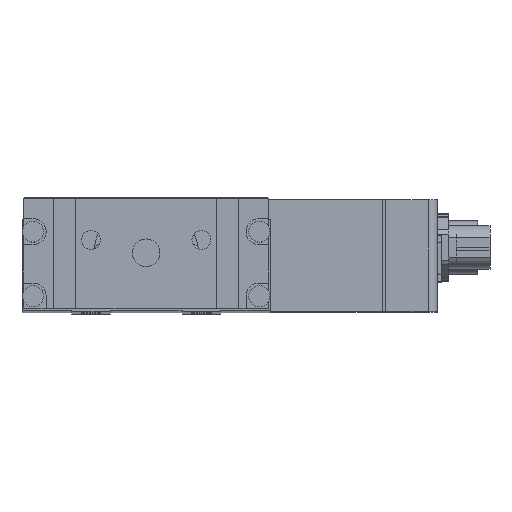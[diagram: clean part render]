
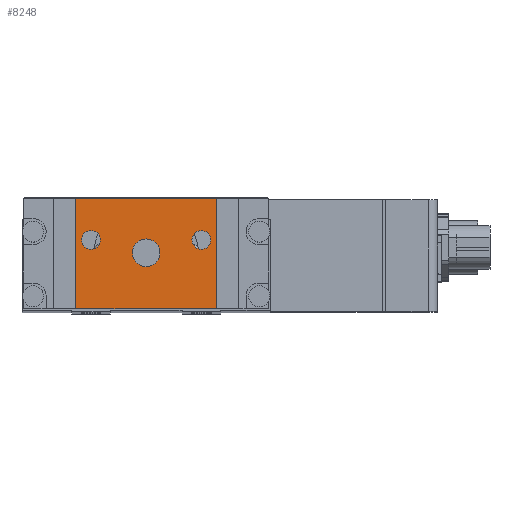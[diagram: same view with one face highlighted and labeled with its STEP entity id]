
A CAD part, top view. The second image highlights one B-rep face of the part: STEP entity #8248.
In plain terms, the highlighted planar face has unit normal (0, 0, 1).
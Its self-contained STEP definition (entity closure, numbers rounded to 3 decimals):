
#106 = AXIS2_PLACEMENT_3D ( 'NONE', #5833, #16475, #14268 ) ;
#297 = ORIENTED_EDGE ( 'NONE', *, *, #23693, .F. ) ;
#634 = EDGE_CURVE ( 'NONE', #19730, #6868, #1864, .T. ) ;
#646 = CARTESIAN_POINT ( 'NONE',  ( -10., 2.33, 265.55 ) ) ;
#1375 = EDGE_CURVE ( 'NONE', #26826, #22473, #17834, .T. ) ;
#1674 = FACE_OUTER_BOUND ( 'NONE', #21492, .T. ) ;
#1794 = VECTOR ( 'NONE', #26584, 1000. ) ;
#1864 = LINE ( 'NONE', #8078, #24396 ) ;
#2012 = VERTEX_POINT ( 'NONE', #16689 ) ;
#2037 = CARTESIAN_POINT ( 'NONE',  ( -12.75, -10.17, 265.55 ) ) ;
#2054 = VERTEX_POINT ( 'NONE', #2037 ) ;
#2093 = VECTOR ( 'NONE', #4365, 1000. ) ;
#2559 = DIRECTION ( 'NONE',  ( 1., 0., 0. ) ) ;
#2825 = CIRCLE ( 'NONE', #25289, 2.5 ) ;
#2841 = DIRECTION ( 'NONE',  ( 0., 0., 1. ) ) ;
#2898 = ORIENTED_EDGE ( 'NONE', *, *, #18477, .F. ) ;
#3205 = CARTESIAN_POINT ( 'NONE',  ( 0., 0., 265.55 ) ) ;
#3455 = CIRCLE ( 'NONE', #16683, 1.7 ) ;
#3462 = CARTESIAN_POINT ( 'NONE',  ( 12.75, -10.17, 265.55 ) ) ;
#3643 = DIRECTION ( 'NONE',  ( 0., 0., 1. ) ) ;
#3727 = CARTESIAN_POINT ( 'NONE',  ( -22.25, 9.83, 265.55 ) ) ;
#4365 = DIRECTION ( 'NONE',  ( 1., 0., 0. ) ) ;
#4777 = DIRECTION ( 'NONE',  ( 1., 0., 0. ) ) ;
#4858 = DIRECTION ( 'NONE',  ( 1., 0., 0. ) ) ;
#5102 = DIRECTION ( 'NONE',  ( 0., 0., 1. ) ) ;
#5270 = DIRECTION ( 'NONE',  ( -1., 0., 0. ) ) ;
#5430 = ORIENTED_EDGE ( 'NONE', *, *, #22573, .F. ) ;
#5833 = CARTESIAN_POINT ( 'NONE',  ( 10., 2.33, 265.55 ) ) ;
#6090 = DIRECTION ( 'NONE',  ( 1., 0., 0. ) ) ;
#6436 = LINE ( 'NONE', #19548, #2093 ) ;
#6654 = ORIENTED_EDGE ( 'NONE', *, *, #19826, .T. ) ;
#6868 = VERTEX_POINT ( 'NONE', #20379 ) ;
#7035 = DIRECTION ( 'NONE',  ( 1., 0., 0. ) ) ;
#7765 = DIRECTION ( 'NONE',  ( 0., 0., 1. ) ) ;
#8078 = CARTESIAN_POINT ( 'NONE',  ( 12.75, 9.83, 265.55 ) ) ;
#8163 = FACE_BOUND ( 'NONE', #27157, .T. ) ;
#8177 = CIRCLE ( 'NONE', #18761, 1.7 ) ;
#8248 = ADVANCED_FACE ( 'NONE', ( #24973, #1674, #8163, #10089 ), #18520, .T. ) ;
#8298 = DIRECTION ( 'NONE',  ( 0., 0., 1. ) ) ;
#8789 = AXIS2_PLACEMENT_3D ( 'NONE', #646, #7765, #4777 ) ;
#8903 = EDGE_LOOP ( 'NONE', ( #17176, #5430 ) ) ;
#9400 = VERTEX_POINT ( 'NONE', #15381 ) ;
#9823 = CARTESIAN_POINT ( 'NONE',  ( 8.3, 2.33, 265.55 ) ) ;
#10089 = FACE_BOUND ( 'NONE', #8903, .T. ) ;
#10529 = ORIENTED_EDGE ( 'NONE', *, *, #20671, .F. ) ;
#10543 = EDGE_CURVE ( 'NONE', #2054, #19730, #6436, .T. ) ;
#11618 = DIRECTION ( 'NONE',  ( 0., 0., 1. ) ) ;
#12073 = DIRECTION ( 'NONE',  ( 1., 0., 0. ) ) ;
#13551 = EDGE_CURVE ( 'NONE', #9400, #2012, #8177, .T. ) ;
#14268 = DIRECTION ( 'NONE',  ( 1., 0., 0. ) ) ;
#14371 = CARTESIAN_POINT ( 'NONE',  ( 2.5, 0., 265.55 ) ) ;
#14775 = CARTESIAN_POINT ( 'NONE',  ( -12.75, 9.83, 265.55 ) ) ;
#15381 = CARTESIAN_POINT ( 'NONE',  ( -8.3, 2.33, 265.55 ) ) ;
#15739 = CARTESIAN_POINT ( 'NONE',  ( 0., 0., 265.55 ) ) ;
#15877 = LINE ( 'NONE', #17674, #1794 ) ;
#16475 = DIRECTION ( 'NONE',  ( 0., 0., 1. ) ) ;
#16643 = DIRECTION ( 'NONE',  ( 0., 1., 0. ) ) ;
#16683 = AXIS2_PLACEMENT_3D ( 'NONE', #21457, #2841, #2559 ) ;
#16689 = CARTESIAN_POINT ( 'NONE',  ( -11.7, 2.33, 265.55 ) ) ;
#16971 = EDGE_LOOP ( 'NONE', ( #297, #10529 ) ) ;
#17176 = ORIENTED_EDGE ( 'NONE', *, *, #1375, .F. ) ;
#17374 = ORIENTED_EDGE ( 'NONE', *, *, #13551, .F. ) ;
#17674 = CARTESIAN_POINT ( 'NONE',  ( -12.75, 9.83, 265.55 ) ) ;
#17787 = ORIENTED_EDGE ( 'NONE', *, *, #634, .T. ) ;
#17834 = CIRCLE ( 'NONE', #21298, 2.5 ) ;
#17918 = VERTEX_POINT ( 'NONE', #14775 ) ;
#17970 = LINE ( 'NONE', #3727, #26475 ) ;
#18158 = CARTESIAN_POINT ( 'NONE',  ( -10., 2.33, 265.55 ) ) ;
#18298 = CARTESIAN_POINT ( 'NONE',  ( 11.7, 2.33, 265.55 ) ) ;
#18477 = EDGE_CURVE ( 'NONE', #2012, #9400, #21139, .T. ) ;
#18520 = PLANE ( 'NONE',  #22795 ) ;
#18761 = AXIS2_PLACEMENT_3D ( 'NONE', #18158, #3643, #12073 ) ;
#19548 = CARTESIAN_POINT ( 'NONE',  ( -22.25, -10.17, 265.55 ) ) ;
#19730 = VERTEX_POINT ( 'NONE', #3462 ) ;
#19826 = EDGE_CURVE ( 'NONE', #6868, #17918, #17970, .T. ) ;
#20221 = VERTEX_POINT ( 'NONE', #18298 ) ;
#20379 = CARTESIAN_POINT ( 'NONE',  ( 12.75, 9.83, 265.55 ) ) ;
#20671 = EDGE_CURVE ( 'NONE', #20221, #25415, #22978, .T. ) ;
#20716 = CARTESIAN_POINT ( 'NONE',  ( 0., 0., 265.55 ) ) ;
#21104 = CARTESIAN_POINT ( 'NONE',  ( -2.5, 0., 265.55 ) ) ;
#21139 = CIRCLE ( 'NONE', #8789, 1.7 ) ;
#21298 = AXIS2_PLACEMENT_3D ( 'NONE', #3205, #11618, #4858 ) ;
#21457 = CARTESIAN_POINT ( 'NONE',  ( 10., 2.33, 265.55 ) ) ;
#21492 = EDGE_LOOP ( 'NONE', ( #17787, #6654, #22878, #26937 ) ) ;
#22473 = VERTEX_POINT ( 'NONE', #21104 ) ;
#22573 = EDGE_CURVE ( 'NONE', #22473, #26826, #2825, .T. ) ;
#22795 = AXIS2_PLACEMENT_3D ( 'NONE', #20716, #8298, #6090 ) ;
#22878 = ORIENTED_EDGE ( 'NONE', *, *, #27089, .F. ) ;
#22978 = CIRCLE ( 'NONE', #106, 1.7 ) ;
#23693 = EDGE_CURVE ( 'NONE', #25415, #20221, #3455, .T. ) ;
#24396 = VECTOR ( 'NONE', #16643, 1000. ) ;
#24973 = FACE_BOUND ( 'NONE', #16971, .T. ) ;
#25289 = AXIS2_PLACEMENT_3D ( 'NONE', #15739, #5102, #7035 ) ;
#25415 = VERTEX_POINT ( 'NONE', #9823 ) ;
#26475 = VECTOR ( 'NONE', #5270, 1000. ) ;
#26584 = DIRECTION ( 'NONE',  ( 0., 1., 0. ) ) ;
#26826 = VERTEX_POINT ( 'NONE', #14371 ) ;
#26937 = ORIENTED_EDGE ( 'NONE', *, *, #10543, .T. ) ;
#27089 = EDGE_CURVE ( 'NONE', #2054, #17918, #15877, .T. ) ;
#27157 = EDGE_LOOP ( 'NONE', ( #2898, #17374 ) ) ;
